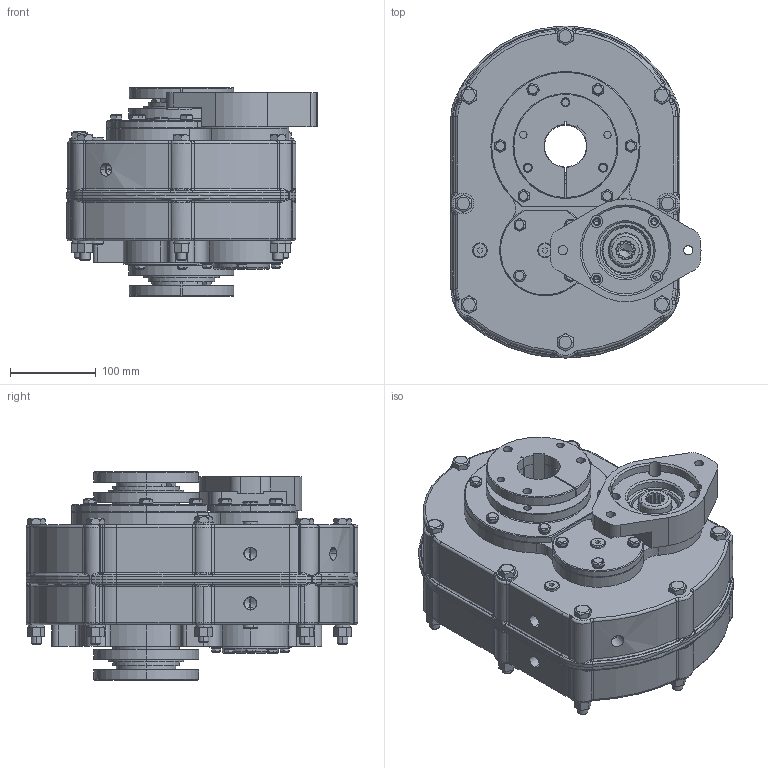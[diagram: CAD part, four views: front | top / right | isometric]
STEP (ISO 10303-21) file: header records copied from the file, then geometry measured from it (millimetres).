
FILE_DESCRIPTION (( 'STEP AP214' ), '1' );
FILE_NAME ('0-HXT4-B30-SMRY4号机配SAE B法兰-J498b 13齿花键 液压马达输入模块三维图.STEP', '2021-05-27T06:41:03', ( 'hengxing' ), ( 'Hewlett-Packard Company' ), 'SwSTEP 2.0', 'SolidWorks 2012', '' );
FILE_SCHEMA (( 'AUTOMOTIVE_DESIGN' ));
Length unit declared in the file: millimetre
Products named in the file (25): 1-埴袪幗赽粣創32208; 1-双唇骨架油封38×55×8_B1; 1-SMRY4-SAE J498b输入齿轴带内花键13齿; 1-SMRY4-SAE-B薊諉攫; 蹟譫M12; 蹟邡M6; 弹簧垫圈12; 弹簧垫圈8; 平垫圈12; 弹簧垫圈6; 蹟邡M12; 蹟邡M8; 螺塞; 笢潔粣裔244574; 笢潔粣創裔244578; 欄砦ん裔244493; 怀堤粣蚐猾; 怀堤粣創裔244591; 挡圈; 怀堤袪杶244093; 坶踡縐啣244099; 怀堤粣244588; 衵眊极244564; 酘眊极244563; 0-HXT4-B30-SMRY4号机配SAE B法兰-J498b 13齿花键 液压马达输入模块三维图
Assembly tree (83 placements, depth 2):
  0-HXT4-B30-SMRY4号机配SAE B法兰-J498b 13齿花键 液压马达输入模块三维图
    酘眊极244563
    衵眊极244564
    怀堤粣244588
    坶踡縐啣244099  x2
    怀堤袪杶244093  x2
    挡圈  x2
    怀堤粣創裔244591
    怀堤粣蚐猾
    欄砦ん裔244493
    笢潔粣創裔244578
    笢潔粣裔244574
    螺塞  x3
    蹟邡M8  x10
    蹟邡M12  x8
    弹簧垫圈6  x8
    平垫圈12  x2
    弹簧垫圈8  x10
    弹簧垫圈12  x8
    蹟邡M6  x8
    蹟譫M12  x8
    1-SMRY4-SAE-B薊諉攫
    1-SMRY4-SAE J498b输入齿轴带内花键13齿
    1-双唇骨架油封38×55×8_B1
    1-埴袪幗赽粣創32208
Bounding box: 291.55 x 387 x 243 mm (x, y, z)
Volume: 10631400.9 mm3; surface area: 1176340.1 mm2
Topology: 83 solids, 83 shells, 1963 faces, 4763 edges, 2985 vertices
Faces by surface type: cylinder 709, plane 583, cone 320, torus 274, bspline 77
Entity records: 52407 total; most frequent: CARTESIAN_POINT 18534, DIRECTION 7000, ORIENTED_EDGE 6414, EDGE_CURVE 3207, AXIS2_PLACEMENT_3D 3029, VERTEX_POINT 2009, CIRCLE 1720, EDGE_LOOP 1520
